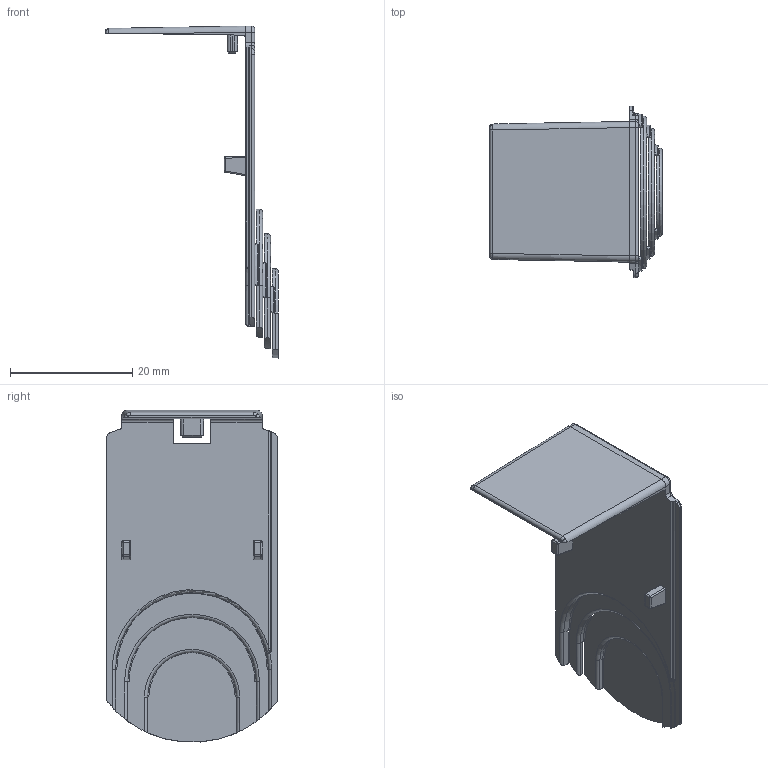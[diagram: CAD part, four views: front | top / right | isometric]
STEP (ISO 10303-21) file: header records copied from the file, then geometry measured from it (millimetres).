
FILE_DESCRIPTION(/* description */ ('Berührungsschutz'),/* implementation_level */ '2;1');
FILE_NAME(/* name */ '27216.0_BS-SVBKA_240_LG.stp',/* time_stamp */ '2017-10-06T10:10:46+02:00',/* author */ ('A.Robertus'),/* organization */ ('CONTA-CLIP Verbindungstechnik GmbH'),/* preprocessor_version */ 'ST-DEVELOPER v16.1',/* originating_system */ 'Autodesk Inventor 2016',/* authorisation */ '');
FILE_SCHEMA (('AUTOMOTIVE_DESIGN { 1 0 10303 214 3 1 1 }'));
Length unit declared in the file: millimetre
Products named in the file (1): 27216.0_BS-SVBKA_240_LG
Bounding box: 28.32 x 28 x 54.37 mm (x, y, z)
Volume: 2401.2 mm3; surface area: 4399.9 mm2
Topology: 1 solids, 1 shells, 264 faces, 683 edges, 411 vertices
Faces by surface type: plane 84, cylinder 80, bspline 41, sphere 21, torus 19, cone 19
Entity records: 9532 total; most frequent: CARTESIAN_POINT 3171, ORIENTED_EDGE 1358, DIRECTION 1336, EDGE_CURVE 678, AXIS2_PLACEMENT_3D 506, VERTEX_POINT 411, LINE 324, VECTOR 324
